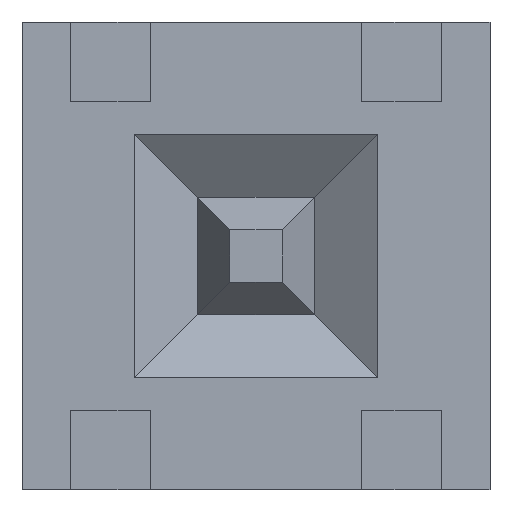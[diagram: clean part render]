
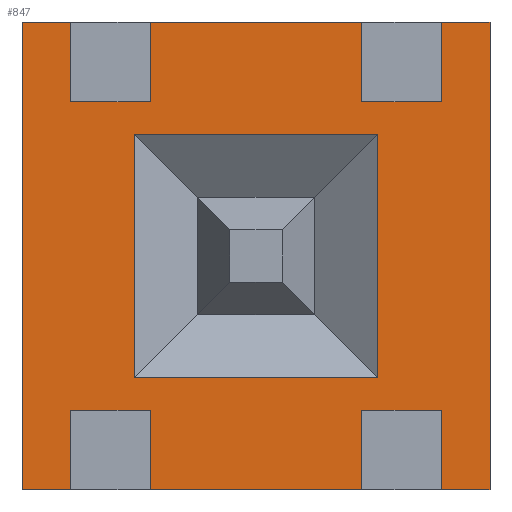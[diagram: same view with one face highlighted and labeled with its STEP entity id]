
A CAD part, front view. The second image highlights one B-rep face of the part: STEP entity #847.
In plain terms, the highlighted planar face has unit normal (0, -1, 0).
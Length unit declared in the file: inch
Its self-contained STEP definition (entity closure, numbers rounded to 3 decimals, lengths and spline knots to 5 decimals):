
#74=VERTEX_POINT('',#1093);
#77=VERTEX_POINT('',#1098);
#79=VERTEX_POINT('',#1103);
#81=VERTEX_POINT('',#1107);
#91=VERTEX_POINT('',#1136);
#93=VERTEX_POINT('',#1140);
#94=VERTEX_POINT('',#1144);
#96=VERTEX_POINT('',#1147);
#102=VERTEX_POINT('',#1165);
#103=VERTEX_POINT('',#1167);
#104=VERTEX_POINT('',#1171);
#105=VERTEX_POINT('',#1173);
#107=VERTEX_POINT('',#1178);
#109=VERTEX_POINT('',#1182);
#110=VERTEX_POINT('',#1186);
#112=VERTEX_POINT('',#1189);
#118=VERTEX_POINT('',#1207);
#119=VERTEX_POINT('',#1209);
#120=VERTEX_POINT('',#1213);
#121=VERTEX_POINT('',#1215);
#122=VERTEX_POINT('',#1219);
#125=VERTEX_POINT('',#1224);
#128=VERTEX_POINT('',#1235);
#129=VERTEX_POINT('',#1237);
#149=VECTOR('',#930,1.);
#153=VECTOR('',#935,1.);
#155=VECTOR('',#938,1.);
#169=VECTOR('',#956,1.);
#171=VECTOR('',#959,1.);
#181=VECTOR('',#972,1.);
#185=VECTOR('',#977,1.);
#189=VECTOR('',#982,1.);
#191=VECTOR('',#985,1.);
#201=VECTOR('',#998,1.);
#205=VECTOR('',#1003,1.);
#209=VECTOR('',#1008,1.);
#215=VECTOR('',#1016,1.);
#217=VECTOR('',#1019,1.);
#218=VECTOR('',#1020,1.);
#219=VECTOR('',#1021,1.);
#220=VECTOR('',#1022,1.);
#221=VECTOR('',#1023,1.);
#222=VECTOR('',#1024,1.);
#223=VECTOR('',#1025,1.);
#224=VECTOR('',#1026,1.);
#225=VECTOR('',#1027,1.);
#226=VECTOR('',#1028,1.);
#227=VECTOR('',#1029,1.);
#265=LINE('',#1099,#149);
#269=LINE('',#1108,#153);
#271=LINE('',#1111,#155);
#285=LINE('',#1141,#169);
#287=LINE('',#1146,#171);
#297=LINE('',#1166,#181);
#301=LINE('',#1174,#185);
#305=LINE('',#1183,#189);
#307=LINE('',#1188,#191);
#317=LINE('',#1208,#201);
#321=LINE('',#1216,#205);
#325=LINE('',#1225,#209);
#331=LINE('',#1236,#215);
#333=LINE('',#1240,#217);
#334=LINE('',#1241,#218);
#335=LINE('',#1242,#219);
#336=LINE('',#1243,#220);
#337=LINE('',#1244,#221);
#338=LINE('',#1245,#222);
#339=LINE('',#1246,#223);
#340=LINE('',#1247,#224);
#341=LINE('',#1248,#225);
#342=LINE('',#1249,#226);
#343=LINE('',#1250,#227);
#381=EDGE_CURVE('',#74,#77,#265,.T.);
#385=EDGE_CURVE('',#79,#81,#269,.T.);
#387=EDGE_CURVE('',#77,#79,#271,.T.);
#401=EDGE_CURVE('',#93,#91,#285,.T.);
#403=EDGE_CURVE('',#94,#96,#287,.T.);
#413=EDGE_CURVE('',#103,#102,#297,.T.);
#417=EDGE_CURVE('',#104,#105,#301,.T.);
#421=EDGE_CURVE('',#109,#107,#305,.T.);
#423=EDGE_CURVE('',#110,#112,#307,.T.);
#433=EDGE_CURVE('',#119,#118,#317,.T.);
#437=EDGE_CURVE('',#120,#121,#321,.T.);
#441=EDGE_CURVE('',#125,#122,#325,.T.);
#447=EDGE_CURVE('',#129,#128,#331,.T.);
#449=EDGE_CURVE('',#81,#74,#333,.T.);
#450=EDGE_CURVE('',#121,#122,#334,.T.);
#451=EDGE_CURVE('',#119,#125,#335,.T.);
#452=EDGE_CURVE('',#107,#118,#336,.T.);
#453=EDGE_CURVE('',#103,#109,#337,.T.);
#454=EDGE_CURVE('',#91,#102,#338,.T.);
#455=EDGE_CURVE('',#129,#93,#339,.T.);
#456=EDGE_CURVE('',#128,#96,#340,.T.);
#457=EDGE_CURVE('',#94,#104,#341,.T.);
#458=EDGE_CURVE('',#105,#112,#342,.T.);
#459=EDGE_CURVE('',#110,#120,#343,.T.);
#582=ORIENTED_EDGE('',*,*,#381,.T.);
#583=ORIENTED_EDGE('',*,*,#387,.T.);
#584=ORIENTED_EDGE('',*,*,#385,.T.);
#585=ORIENTED_EDGE('',*,*,#449,.T.);
#586=ORIENTED_EDGE('',*,*,#450,.T.);
#587=ORIENTED_EDGE('',*,*,#441,.F.);
#588=ORIENTED_EDGE('',*,*,#451,.F.);
#589=ORIENTED_EDGE('',*,*,#433,.T.);
#590=ORIENTED_EDGE('',*,*,#452,.F.);
#591=ORIENTED_EDGE('',*,*,#421,.F.);
#592=ORIENTED_EDGE('',*,*,#453,.F.);
#593=ORIENTED_EDGE('',*,*,#413,.T.);
#594=ORIENTED_EDGE('',*,*,#454,.F.);
#595=ORIENTED_EDGE('',*,*,#401,.F.);
#596=ORIENTED_EDGE('',*,*,#455,.F.);
#597=ORIENTED_EDGE('',*,*,#447,.T.);
#598=ORIENTED_EDGE('',*,*,#456,.T.);
#599=ORIENTED_EDGE('',*,*,#403,.F.);
#600=ORIENTED_EDGE('',*,*,#457,.T.);
#601=ORIENTED_EDGE('',*,*,#417,.T.);
#602=ORIENTED_EDGE('',*,*,#458,.T.);
#603=ORIENTED_EDGE('',*,*,#423,.F.);
#604=ORIENTED_EDGE('',*,*,#459,.T.);
#605=ORIENTED_EDGE('',*,*,#437,.T.);
#748=EDGE_LOOP('',(#582,#583,#584,#585));
#749=EDGE_LOOP('',(#586,#587,#588,#589,#590,#591,#592,#593,#594,#595,#596,
#597,#598,#599,#600,#601,#602,#603,#604,#605));
#798=FACE_BOUND('',#748,.T.);
#799=FACE_BOUND('',#749,.T.);
#847=ADVANCED_FACE('',(#798,#799),#895,.F.);
#895=PLANE('',#1349);
#930=DIRECTION('',(-1.,0.,0.));
#935=DIRECTION('',(1.,0.,0.));
#938=DIRECTION('',(0.,0.,1.));
#956=DIRECTION('',(0.,0.,-1.));
#959=DIRECTION('',(0.,0.,-1.));
#972=DIRECTION('',(0.,0.,-1.));
#977=DIRECTION('',(0.,0.,-1.));
#982=DIRECTION('',(0.,0.,-1.));
#985=DIRECTION('',(0.,0.,-1.));
#998=DIRECTION('',(0.,0.,-1.));
#1003=DIRECTION('',(0.,0.,-1.));
#1008=DIRECTION('',(0.,0.,-1.));
#1016=DIRECTION('',(0.,0.,-1.));
#1018=DIRECTION('',(0.,1.,0.));
#1019=DIRECTION('',(0.,0.,-1.));
#1020=DIRECTION('',(1.,0.,0.));
#1021=DIRECTION('',(1.,0.,0.));
#1022=DIRECTION('',(1.,0.,0.));
#1023=DIRECTION('',(1.,0.,0.));
#1024=DIRECTION('',(1.,0.,0.));
#1025=DIRECTION('',(1.,0.,0.));
#1026=DIRECTION('',(1.,0.,0.));
#1027=DIRECTION('',(1.,0.,0.));
#1028=DIRECTION('',(1.,0.,0.));
#1029=DIRECTION('',(1.,0.,0.));
#1093=CARTESIAN_POINT('',(0.076,0.02,-0.026));
#1098=CARTESIAN_POINT('',(0.024,0.02,-0.026));
#1099=CARTESIAN_POINT('',(0.0896,0.02,-0.026));
#1103=CARTESIAN_POINT('',(0.024,0.02,0.026));
#1107=CARTESIAN_POINT('',(0.076,0.02,0.026));
#1108=CARTESIAN_POINT('',(0.0896,0.02,0.026));
#1111=CARTESIAN_POINT('',(0.024,0.02,0.05));
#1136=CARTESIAN_POINT('',(0.0104,0.02,0.033));
#1140=CARTESIAN_POINT('',(0.0104,0.02,0.05));
#1141=CARTESIAN_POINT('',(0.0104,0.02,0.05));
#1144=CARTESIAN_POINT('',(0.0104,0.02,-0.033));
#1146=CARTESIAN_POINT('',(0.0104,0.02,0.05));
#1147=CARTESIAN_POINT('',(0.0104,0.02,-0.05));
#1165=CARTESIAN_POINT('',(0.0274,0.02,0.033));
#1166=CARTESIAN_POINT('',(0.0274,0.02,0.05));
#1167=CARTESIAN_POINT('',(0.0274,0.02,0.05));
#1171=CARTESIAN_POINT('',(0.0274,0.02,-0.033));
#1173=CARTESIAN_POINT('',(0.0274,0.02,-0.05));
#1174=CARTESIAN_POINT('',(0.0274,0.02,0.05));
#1178=CARTESIAN_POINT('',(0.0726,0.02,0.033));
#1182=CARTESIAN_POINT('',(0.0726,0.02,0.05));
#1183=CARTESIAN_POINT('',(0.0726,0.02,0.05));
#1186=CARTESIAN_POINT('',(0.0726,0.02,-0.033));
#1188=CARTESIAN_POINT('',(0.0726,0.02,0.05));
#1189=CARTESIAN_POINT('',(0.0726,0.02,-0.05));
#1207=CARTESIAN_POINT('',(0.0896,0.02,0.033));
#1208=CARTESIAN_POINT('',(0.0896,0.02,0.05));
#1209=CARTESIAN_POINT('',(0.0896,0.02,0.05));
#1213=CARTESIAN_POINT('',(0.0896,0.02,-0.033));
#1215=CARTESIAN_POINT('',(0.0896,0.02,-0.05));
#1216=CARTESIAN_POINT('',(0.0896,0.02,0.05));
#1219=CARTESIAN_POINT('',(0.1,0.02,-0.05));
#1224=CARTESIAN_POINT('',(0.1,0.02,0.05));
#1225=CARTESIAN_POINT('',(0.1,0.02,0.05));
#1235=CARTESIAN_POINT('',(0.,0.02,-0.05));
#1236=CARTESIAN_POINT('',(0.,0.02,0.05));
#1237=CARTESIAN_POINT('',(0.,0.02,0.05));
#1239=CARTESIAN_POINT('',(0.0896,0.02,0.05));
#1240=CARTESIAN_POINT('',(0.076,0.02,0.05));
#1241=CARTESIAN_POINT('',(0.0896,0.02,-0.05));
#1242=CARTESIAN_POINT('',(0.0896,0.02,0.05));
#1243=CARTESIAN_POINT('',(0.,0.02,0.033));
#1244=CARTESIAN_POINT('',(0.0274,0.02,0.05));
#1245=CARTESIAN_POINT('',(0.,0.02,0.033));
#1246=CARTESIAN_POINT('',(0.,0.02,0.05));
#1247=CARTESIAN_POINT('',(0.,0.02,-0.05));
#1248=CARTESIAN_POINT('',(0.,0.02,-0.033));
#1249=CARTESIAN_POINT('',(0.0274,0.02,-0.05));
#1250=CARTESIAN_POINT('',(0.,0.02,-0.033));
#1349=AXIS2_PLACEMENT_3D('',#1239,#1018,$);
